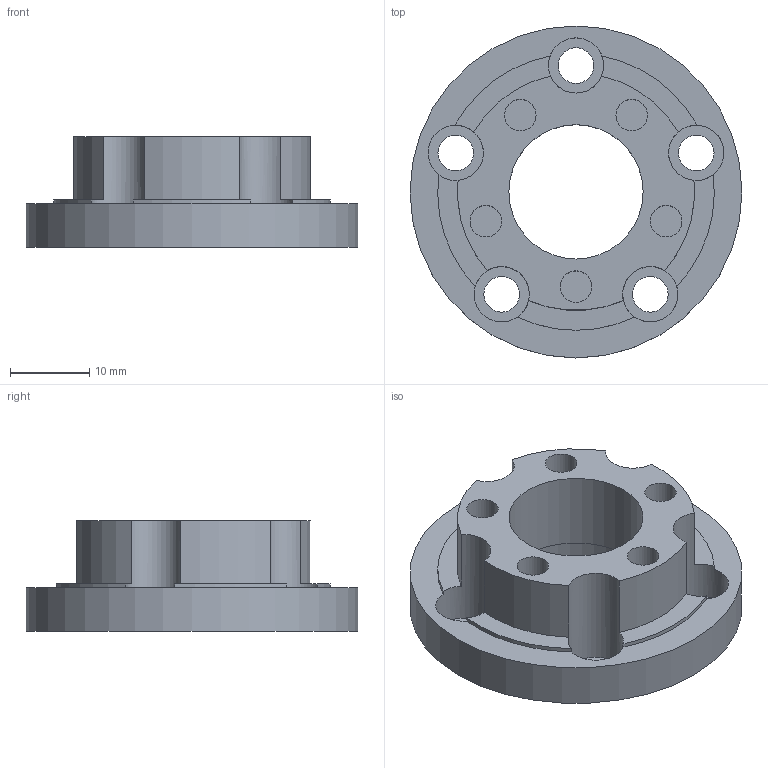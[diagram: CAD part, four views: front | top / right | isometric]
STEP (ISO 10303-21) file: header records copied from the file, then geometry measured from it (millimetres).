
FILE_DESCRIPTION(/* description */ (''),/* implementation_level */ '2;1');
FILE_NAME(/* name */ 'output_shaft v8.step',/* time_stamp */ '2024-05-28T16:33:27+02:00',/* author */ (''),/* organization */ (''),/* preprocessor_version */ 'ST-DEVELOPER v20',/* originating_system */ 'Autodesk Translation Framework v13.14.0.145',/* authorisation */ '');
FILE_SCHEMA (('AUTOMOTIVE_DESIGN { 1 0 10303 214 3 1 1 }'));
Length unit declared in the file: millimetre
Products named in the file (1): output_shaft
Bounding box: 42 x 42 x 14 mm (x, y, z)
Volume: 8361 mm3; surface area: 5732.1 mm2
Topology: 1 solids, 1 shells, 47 faces, 114 edges, 76 vertices
Faces by surface type: cylinder 28, plane 19
Full cylindrical faces by diameter (mm): 4 x5, 4.5 x5, 7 x5, 17 x1, 18 x1, 42 x1
Entity records: 1488 total; most frequent: DIRECTION 286, CARTESIAN_POINT 238, ORIENTED_EDGE 228, AXIS2_PLACEMENT_3D 124, EDGE_CURVE 114, CIRCLE 76, VERTEX_POINT 76, EDGE_LOOP 66
